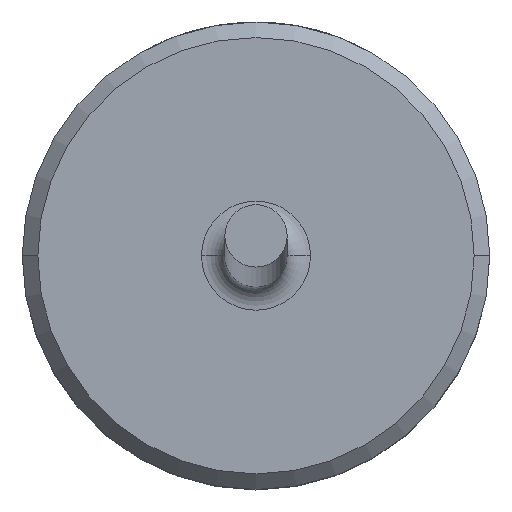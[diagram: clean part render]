
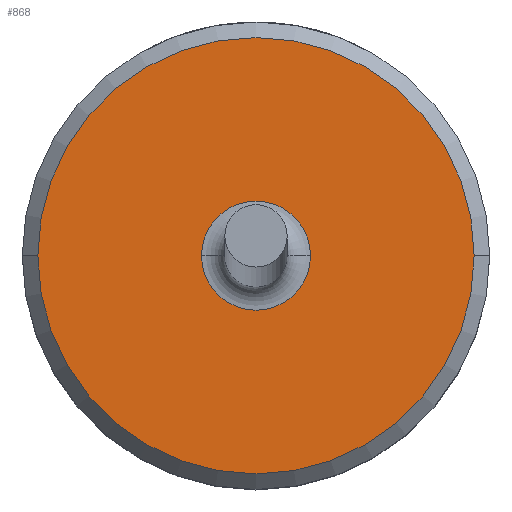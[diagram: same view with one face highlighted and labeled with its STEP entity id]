
A CAD part, top view. The second image highlights one B-rep face of the part: STEP entity #868.
In plain terms, the highlighted planar face has unit normal (0, 0, 1).
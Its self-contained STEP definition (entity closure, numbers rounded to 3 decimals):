
#5 = DIRECTION ( 'NONE',  ( 0., 0., -1. ) ) ;
#12 = DIRECTION ( 'NONE',  ( -1., 0., 0. ) ) ;
#36 = DIRECTION ( 'NONE',  ( 1., 0., 0. ) ) ;
#77 = EDGE_CURVE ( 'NONE', #104, #559, #350, .T. ) ;
#93 = ORIENTED_EDGE ( 'NONE', *, *, #328, .T. ) ;
#104 = VERTEX_POINT ( 'NONE', #729 ) ;
#114 = VERTEX_POINT ( 'NONE', #1007 ) ;
#130 = ORIENTED_EDGE ( 'NONE', *, *, #314, .T. ) ;
#217 = EDGE_LOOP ( 'NONE', ( #93, #301 ) ) ;
#263 = AXIS2_PLACEMENT_3D ( 'NONE', #530, #534, #1150 ) ;
#298 = EDGE_CURVE ( 'NONE', #860, #114, #948, .T. ) ;
#301 = ORIENTED_EDGE ( 'NONE', *, *, #298, .T. ) ;
#314 = EDGE_CURVE ( 'NONE', #559, #104, #692, .T. ) ;
#328 = EDGE_CURVE ( 'NONE', #114, #860, #448, .T. ) ;
#350 = CIRCLE ( 'NONE', #897, 2.8 ) ;
#398 = DIRECTION ( 'NONE',  ( 0., 0., -1. ) ) ;
#439 = PLANE ( 'NONE',  #263 ) ;
#448 = CIRCLE ( 'NONE', #669, 0.7 ) ;
#487 = EDGE_LOOP ( 'NONE', ( #759, #130 ) ) ;
#490 = AXIS2_PLACEMENT_3D ( 'NONE', #937, #5, #12 ) ;
#527 = CARTESIAN_POINT ( 'NONE',  ( 0.7, 0., 4. ) ) ;
#530 = CARTESIAN_POINT ( 'NONE',  ( 0., 0., 4. ) ) ;
#534 = DIRECTION ( 'NONE',  ( 0., 0., 1. ) ) ;
#535 = AXIS2_PLACEMENT_3D ( 'NONE', #1113, #592, #36 ) ;
#559 = VERTEX_POINT ( 'NONE', #818 ) ;
#592 = DIRECTION ( 'NONE',  ( 0., 0., 1. ) ) ;
#649 = FACE_OUTER_BOUND ( 'NONE', #487, .T. ) ;
#669 = AXIS2_PLACEMENT_3D ( 'NONE', #962, #398, #1035 ) ;
#692 = CIRCLE ( 'NONE', #535, 2.8 ) ;
#721 = DIRECTION ( 'NONE',  ( 1., 0., 0. ) ) ;
#729 = CARTESIAN_POINT ( 'NONE',  ( -2.8, 0., 4. ) ) ;
#759 = ORIENTED_EDGE ( 'NONE', *, *, #77, .T. ) ;
#805 = DIRECTION ( 'NONE',  ( 0., 0., 1. ) ) ;
#818 = CARTESIAN_POINT ( 'NONE',  ( 2.8, 0., 4. ) ) ;
#824 = CARTESIAN_POINT ( 'NONE',  ( 0., 0., 4. ) ) ;
#855 = FACE_BOUND ( 'NONE', #217, .T. ) ;
#860 = VERTEX_POINT ( 'NONE', #527 ) ;
#868 = ADVANCED_FACE ( 'NONE', ( #649, #855 ), #439, .T. ) ;
#897 = AXIS2_PLACEMENT_3D ( 'NONE', #824, #805, #721 ) ;
#937 = CARTESIAN_POINT ( 'NONE',  ( 0., 0., 4. ) ) ;
#948 = CIRCLE ( 'NONE', #490, 0.7 ) ;
#962 = CARTESIAN_POINT ( 'NONE',  ( 0., 0., 4. ) ) ;
#1007 = CARTESIAN_POINT ( 'NONE',  ( -0.7, 0., 4. ) ) ;
#1035 = DIRECTION ( 'NONE',  ( -1., 0., 0. ) ) ;
#1113 = CARTESIAN_POINT ( 'NONE',  ( 0., 0., 4. ) ) ;
#1150 = DIRECTION ( 'NONE',  ( 1., 0., 0. ) ) ;
